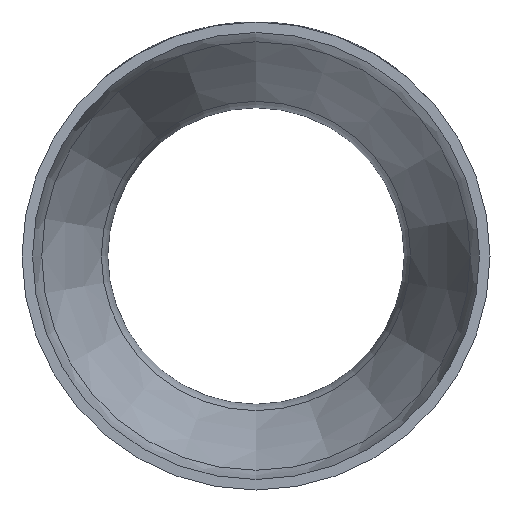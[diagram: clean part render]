
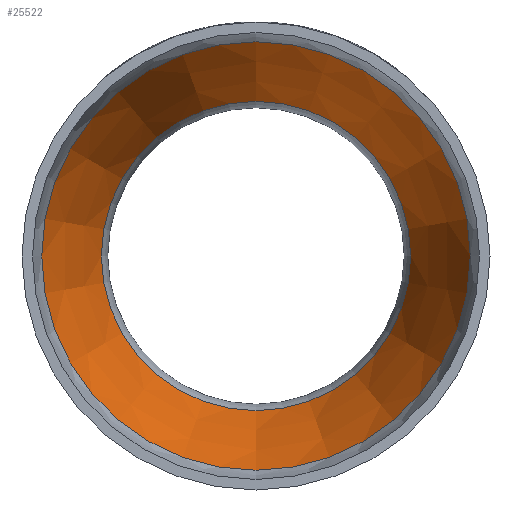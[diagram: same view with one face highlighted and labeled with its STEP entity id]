
A CAD part, front view. The second image highlights one B-rep face of the part: STEP entity #25522.
In plain terms, the highlighted conical face has half-angle 19.672 degrees and reference radius 40.699 mm.
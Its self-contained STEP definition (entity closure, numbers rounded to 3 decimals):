
#789 = CARTESIAN_POINT ( 'NONE',  ( 0., 44.898, 0. ) ) ;
#1934 = EDGE_LOOP ( 'NONE', ( #34031 ) ) ;
#2334 = AXIS2_PLACEMENT_3D ( 'NONE', #789, #19659, #30349 ) ;
#6712 = AXIS2_PLACEMENT_3D ( 'NONE', #27559, #11574, #8593 ) ;
#8500 = CONICAL_SURFACE ( 'NONE', #11877, 40.699, 0.343 ) ;
#8593 = DIRECTION ( 'NONE',  ( 0., 0., -1. ) ) ;
#11574 = DIRECTION ( 'NONE',  ( 0., -1., 0. ) ) ;
#11762 = VERTEX_POINT ( 'NONE', #20396 ) ;
#11877 = AXIS2_PLACEMENT_3D ( 'NONE', #30086, #16763, #14099 ) ;
#14099 = DIRECTION ( 'NONE',  ( 0., 0., -1. ) ) ;
#16763 = DIRECTION ( 'NONE',  ( 0., -1., 0. ) ) ;
#17567 = CIRCLE ( 'NONE', #2334, 40.699 ) ;
#17951 = CARTESIAN_POINT ( 'NONE',  ( 0., 76.572, -29.376 ) ) ;
#18983 = ORIENTED_EDGE ( 'NONE', *, *, #29718, .T. ) ;
#19402 = FACE_OUTER_BOUND ( 'NONE', #20166, .T. ) ;
#19659 = DIRECTION ( 'NONE',  ( 0., -1., 0. ) ) ;
#20041 = VERTEX_POINT ( 'NONE', #17951 ) ;
#20166 = EDGE_LOOP ( 'NONE', ( #18983 ) ) ;
#20396 = CARTESIAN_POINT ( 'NONE',  ( 0., 44.898, -40.699 ) ) ;
#21322 = CIRCLE ( 'NONE', #6712, 29.376 ) ;
#25522 = ADVANCED_FACE ( 'NONE', ( #29744, #19402 ), #8500, .F. ) ;
#27559 = CARTESIAN_POINT ( 'NONE',  ( 0., 76.572, 0. ) ) ;
#28959 = EDGE_CURVE ( 'NONE', #20041, #20041, #21322, .T. ) ;
#29718 = EDGE_CURVE ( 'NONE', #11762, #11762, #17567, .T. ) ;
#29744 = FACE_BOUND ( 'NONE', #1934, .T. ) ;
#30086 = CARTESIAN_POINT ( 'NONE',  ( 0., 44.898, 0. ) ) ;
#30349 = DIRECTION ( 'NONE',  ( 0., 0., -1. ) ) ;
#34031 = ORIENTED_EDGE ( 'NONE', *, *, #28959, .F. ) ;
